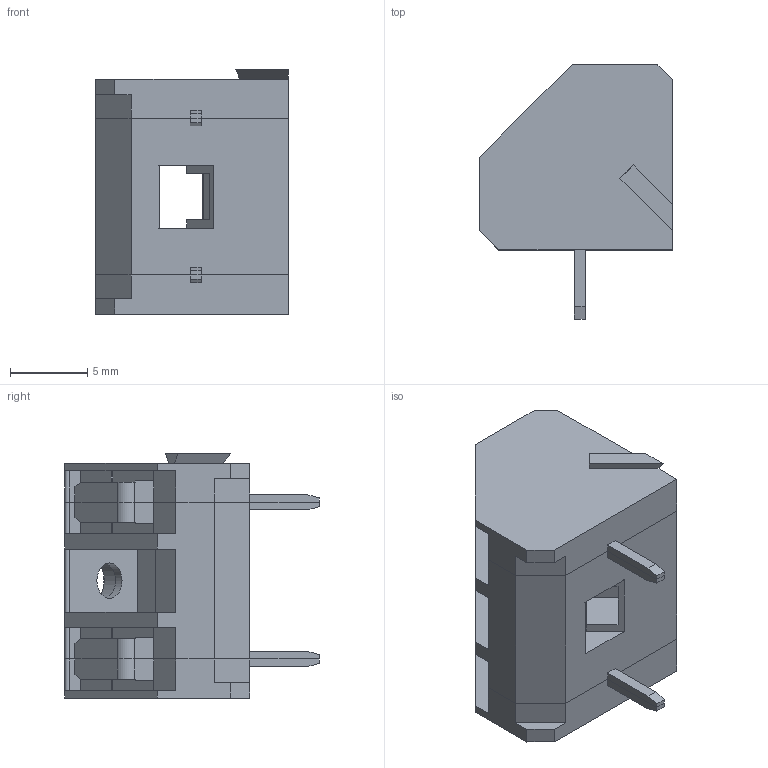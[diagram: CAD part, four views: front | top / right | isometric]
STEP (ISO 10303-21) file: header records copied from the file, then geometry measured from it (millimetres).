
FILE_DESCRIPTION( ( 'Unknown' ), '1' );
FILE_NAME( '691201620002.stp', 'Unknown', ( 'Unknown' ), ( 'Unknown' ), 'PSStep 18.0.17', 'Unknown', ' ' );
FILE_SCHEMA( ( 'AUTOMOTIVE_DESIGN { 1 0 10303 214 1 1 1 1 }' ) );
Length unit declared in the file: millimetre
Products named in the file (4): Assem1; COB10.16_SX; COB10.16_CNT; COB10.16_DX
Assembly tree (3 placements, depth 2):
  Assem1
    COB10.16_SX
    COB10.16_CNT
    COB10.16_DX
Bounding box: 12.5 x 16.5 x 15.84 mm (x, y, z)
Volume: 1362.9 mm3; surface area: 1876 mm2
Topology: 3 solids, 3 shells, 205 faces, 600 edges, 400 vertices
Faces by surface type: plane 189, cylinder 16
Full cylindrical faces by diameter (mm): 2.3 x1, 3.6 x1
Entity records: 8404 total; most frequent: CARTESIAN_POINT 1205, ORIENTED_EDGE 1194, DIRECTION 1066, EDGE_CURVE 597, LINE 546, VECTOR 546, VERTEX_POINT 399, AXIS2_PLACEMENT_3D 260
